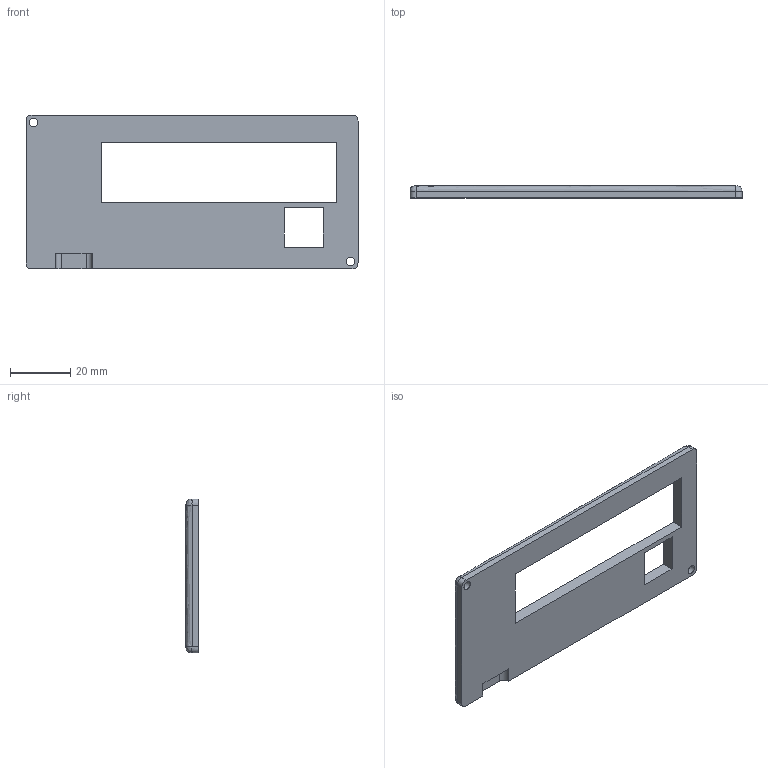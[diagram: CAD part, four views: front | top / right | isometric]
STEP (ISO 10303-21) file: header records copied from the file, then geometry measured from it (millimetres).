
FILE_DESCRIPTION(/* description */ ('STEP AP242','CAx-IF Rec.Pracs.---Representation and Presentation of Product Manufacturing Information (PMI)---4.0---2014-10-13','CAx-IF Rec.Pracs.---3D Tessellated Geometry---0.4---2014-09-14','2;1'),/* implementation_level */ '2;1');
FILE_NAME(/* name */ '686dda6eb8504e750a891e1b',/* time_stamp */ '2025-07-09T02:56:47Z',/* author */ (''),/* organization */ (''),/* preprocessor_version */ 'ST-DEVELOPER v20',/* originating_system */ 'ONSHAPE BY PTC INC, 1.200',/* authorisation */ ' ');
FILE_SCHEMA (('AP242_MANAGED_MODEL_BASED_3D_ENGINEERING_MIM_LF { 1 0 10303 442 1 1 4 }'));
Length unit declared in the file: metre
Products named in the file (1): Part 1
Bounding box: 110 x 4 x 51 mm (x, y, z)
Volume: 14719 mm3; surface area: 10550.8 mm2
Topology: 1 solids, 1 shells, 187 faces, 516 edges, 340 vertices
Faces by surface type: plane 89, bspline 80, cylinder 18
Full cylindrical faces by diameter (mm): 2.94 x2
Entity records: 7745 total; most frequent: CARTESIAN_POINT 3523, ORIENTED_EDGE 1024, DIRECTION 583, EDGE_CURVE 512, VERTEX_POINT 338, LINE 299, VECTOR 299, EDGE_LOOP 206
